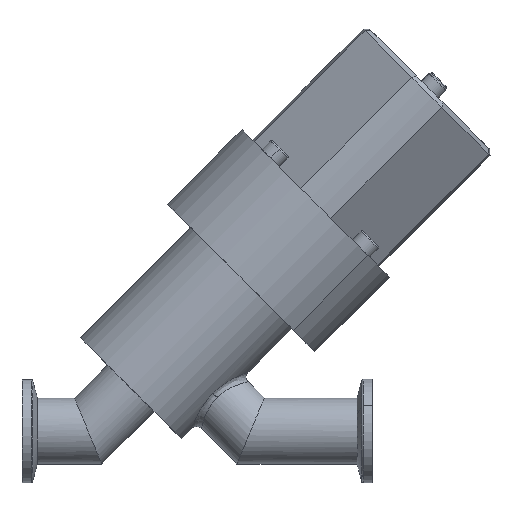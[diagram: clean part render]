
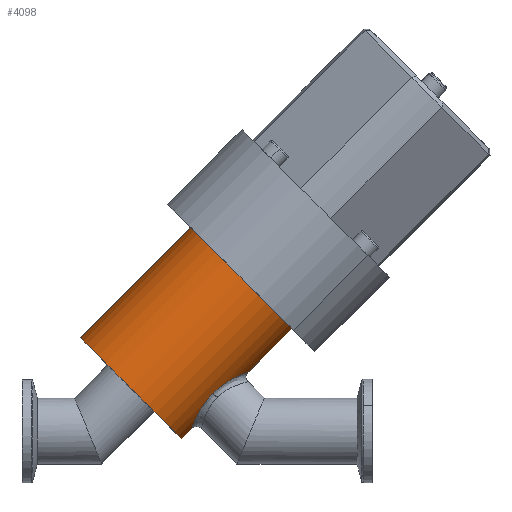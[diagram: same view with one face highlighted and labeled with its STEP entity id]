
A CAD part, top view. The second image highlights one B-rep face of the part: STEP entity #4098.
In plain terms, the highlighted cylindrical face has radius 20.7 mm (diameter 41.4 mm), a partial arc.
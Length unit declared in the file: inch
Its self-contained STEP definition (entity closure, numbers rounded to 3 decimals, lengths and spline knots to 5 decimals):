
#281 = CARTESIAN_POINT ( 'NONE',  ( 1.97979, 0.38246, 0.41473 ) ) ;
#296 = EDGE_CURVE ( 'NONE', #1481, #2649, #3430, .T. ) ;
#403 = VECTOR ( 'NONE', #4090, 39.37008 ) ;
#463 = CARTESIAN_POINT ( 'NONE',  ( 2.35174, 1.74645, 0. ) ) ;
#662 = DIRECTION ( 'NONE',  ( -0.707, 0.707, 0. ) ) ;
#685 = CARTESIAN_POINT ( 'NONE',  ( 2.02855, 0.4312, 0.41476 ) ) ;
#725 = CARTESIAN_POINT ( 'NONE',  ( 2.41827, 0.66799, 0.12611 ) ) ;
#758 = CARTESIAN_POINT ( 'NONE',  ( 2.928, 1.17019, 0. ) ) ;
#777 = DIRECTION ( 'NONE',  ( 0.707, 0.707, 0. ) ) ;
#877 = AXIS2_PLACEMENT_3D ( 'NONE', #1630, #2281, #983 ) ;
#917 = EDGE_CURVE ( 'NONE', #2167, #2945, #2387, .T. ) ;
#983 = DIRECTION ( 'NONE',  ( -0.707, 0.707, 0. ) ) ;
#1066 = EDGE_CURVE ( 'NONE', #2700, #2945, #2122, .T. ) ;
#1139 = CIRCLE ( 'NONE', #4046, 0.81496 ) ;
#1186 = ORIENTED_EDGE ( 'NONE', *, *, #3553, .T. ) ;
#1224 = ORIENTED_EDGE ( 'NONE', *, *, #296, .F. ) ;
#1233 = LINE ( 'NONE', #2586, #3169 ) ;
#1481 = VERTEX_POINT ( 'NONE', #1946 ) ;
#1505 = CARTESIAN_POINT ( 'NONE',  ( 0.54277, 1.09001, 0. ) ) ;
#1564 = ORIENTED_EDGE ( 'NONE', *, *, #2625, .F. ) ;
#1630 = CARTESIAN_POINT ( 'NONE',  ( 1.11903, 0.51375, 0. ) ) ;
#1763 = VERTEX_POINT ( 'NONE', #758 ) ;
#1935 = CARTESIAN_POINT ( 'NONE',  ( 1.77547, 2.32271, 0. ) ) ;
#1946 = CARTESIAN_POINT ( 'NONE',  ( 0.51771, 1.06495, 0. ) ) ;
#1979 = ORIENTED_EDGE ( 'NONE', *, *, #2378, .T. ) ;
#1990 = VERTEX_POINT ( 'NONE', #2571 ) ;
#2122 = B_SPLINE_CURVE_WITH_KNOTS ( 'NONE', 3,
 ( #2168, #281, #3417, #3183, #2207, #3125, #3480 ),
 .UNSPECIFIED., .F., .F.,
 ( 4, 1, 1, 1, 4 ),
 ( 0., 0.28563, 0.57127, 0.8569, 1. ),
 .UNSPECIFIED. ) ;
#2167 = VERTEX_POINT ( 'NONE', #2319 ) ;
#2168 = CARTESIAN_POINT ( 'NONE',  ( 2.02855, 0.4312, 0.41476 ) ) ;
#2207 = CARTESIAN_POINT ( 'NONE',  ( 1.79161, 0.04151, 0.12657 ) ) ;
#2279 = B_SPLINE_CURVE_WITH_KNOTS ( 'NONE', 3,
 ( #2636, #3903, #725, #2975, #2657, #4178, #685 ),
 .UNSPECIFIED., .F., .F.,
 ( 4, 1, 1, 1, 4 ),
 ( 0., 0.14238, 0.42825, 0.71413, 1. ),
 .UNSPECIFIED. ) ;
#2281 = DIRECTION ( 'NONE',  ( 0.707, 0.707, 0. ) ) ;
#2319 = CARTESIAN_POINT ( 'NONE',  ( 1.67024, -0.08757, 0. ) ) ;
#2378 = EDGE_CURVE ( 'NONE', #1990, #1763, #1233, .T. ) ;
#2380 = CARTESIAN_POINT ( 'NONE',  ( 2.02855, 0.4312, 0.41476 ) ) ;
#2387 = LINE ( 'NONE', #3321, #3847 ) ;
#2464 = DIRECTION ( 'NONE',  ( -0.707, -0.707, 0. ) ) ;
#2504 = CARTESIAN_POINT ( 'NONE',  ( 1.78722, 0.02947, 0. ) ) ;
#2571 = CARTESIAN_POINT ( 'NONE',  ( 2.43012, 0.67239, 0. ) ) ;
#2586 = CARTESIAN_POINT ( 'NONE',  ( 1.6953, -0.06252, 0. ) ) ;
#2608 = DIRECTION ( 'NONE',  ( 0.707, 0.707, 0. ) ) ;
#2625 = EDGE_CURVE ( 'NONE', #1990, #2700, #2279, .T. ) ;
#2631 = ORIENTED_EDGE ( 'NONE', *, *, #917, .T. ) ;
#2636 = CARTESIAN_POINT ( 'NONE',  ( 2.43012, 0.67239, 0. ) ) ;
#2649 = VERTEX_POINT ( 'NONE', #1935 ) ;
#2657 = CARTESIAN_POINT ( 'NONE',  ( 2.18774, 0.56389, 0.38481 ) ) ;
#2700 = VERTEX_POINT ( 'NONE', #2380 ) ;
#2744 = DIRECTION ( 'NONE',  ( -0.707, 0.707, 0. ) ) ;
#2945 = VERTEX_POINT ( 'NONE', #2504 ) ;
#2975 = CARTESIAN_POINT ( 'NONE',  ( 2.33894, 0.63806, 0.26857 ) ) ;
#3125 = CARTESIAN_POINT ( 'NONE',  ( 1.78718, 0.02952, 0.03168 ) ) ;
#3169 = VECTOR ( 'NONE', #3199, 39.37008 ) ;
#3183 = CARTESIAN_POINT ( 'NONE',  ( 1.8216, 0.12069, 0.26819 ) ) ;
#3199 = DIRECTION ( 'NONE',  ( 0.707, 0.707, 0. ) ) ;
#3321 = CARTESIAN_POINT ( 'NONE',  ( 1.6953, -0.06252, 0. ) ) ;
#3389 = EDGE_LOOP ( 'NONE', ( #3962, #2631, #3892, #1564, #1979, #1186, #1224 ) ) ;
#3417 = CARTESIAN_POINT ( 'NONE',  ( 1.89561, 0.27185, 0.38504 ) ) ;
#3430 = LINE ( 'NONE', #1505, #403 ) ;
#3480 = CARTESIAN_POINT ( 'NONE',  ( 1.78722, 0.02947, 0. ) ) ;
#3553 = EDGE_CURVE ( 'NONE', #1763, #2649, #1139, .T. ) ;
#3563 = CARTESIAN_POINT ( 'NONE',  ( 1.09398, 0.48869, 0. ) ) ;
#3771 = FACE_OUTER_BOUND ( 'NONE', #3389, .T. ) ;
#3818 = EDGE_CURVE ( 'NONE', #1481, #2167, #3984, .T. ) ;
#3847 = VECTOR ( 'NONE', #777, 39.37008 ) ;
#3889 = CYLINDRICAL_SURFACE ( 'NONE', #877, 0.81496 ) ;
#3892 = ORIENTED_EDGE ( 'NONE', *, *, #1066, .F. ) ;
#3903 = CARTESIAN_POINT ( 'NONE',  ( 2.43009, 0.67243, 0.03146 ) ) ;
#3962 = ORIENTED_EDGE ( 'NONE', *, *, #3818, .T. ) ;
#3984 = CIRCLE ( 'NONE', #4052, 0.81496 ) ;
#4046 = AXIS2_PLACEMENT_3D ( 'NONE', #463, #2464, #2744 ) ;
#4052 = AXIS2_PLACEMENT_3D ( 'NONE', #3563, #2608, #662 ) ;
#4090 = DIRECTION ( 'NONE',  ( 0.707, 0.707, 0. ) ) ;
#4098 = ADVANCED_FACE ( 'NONE', ( #3771 ), #3889, .T. ) ;
#4178 = CARTESIAN_POINT ( 'NONE',  ( 2.07727, 0.47996, 0.41476 ) ) ;
